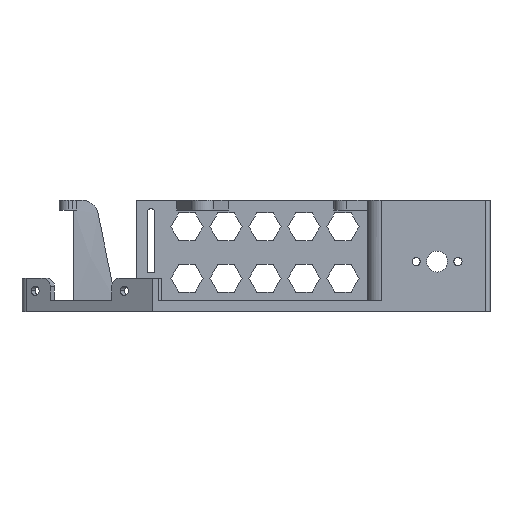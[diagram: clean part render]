
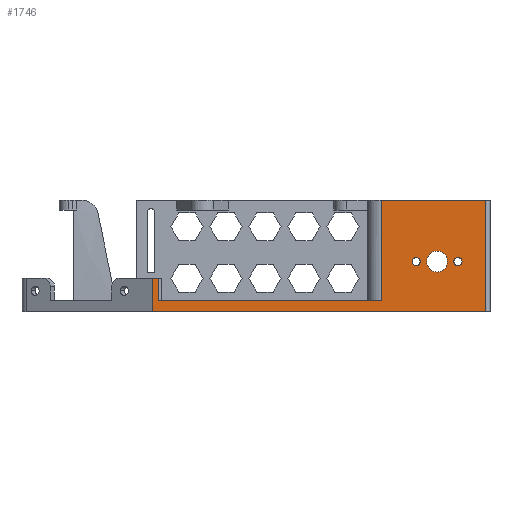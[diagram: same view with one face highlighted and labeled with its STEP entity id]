
A CAD part, left-side view. The second image highlights one B-rep face of the part: STEP entity #1746.
In plain terms, the highlighted planar face has unit normal (-1, 0, 0).
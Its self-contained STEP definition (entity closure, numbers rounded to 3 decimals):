
#128=CARTESIAN_POINT('Line Origine',(-57.,-36.,4.)) ;
#132=CARTESIAN_POINT('Vertex',(-57.,-1.033,4.)) ;
#134=CARTESIAN_POINT('Vertex',(-57.,-81.,4.)) ;
#1630=CARTESIAN_POINT('Axis2P3D Location',(-57.,-80.,0.)) ;
#1635=CARTESIAN_POINT('Line Origine',(-57.,-81.,22.)) ;
#1639=CARTESIAN_POINT('Vertex',(-57.,-81.,40.)) ;
#1642=CARTESIAN_POINT('Line Origine',(-57.,-1.033,8.)) ;
#1646=CARTESIAN_POINT('Vertex',(-57.,-1.033,12.)) ;
#1649=CARTESIAN_POINT('Line Origine',(-57.,0.101,12.)) ;
#1653=CARTESIAN_POINT('Vertex',(-57.,1.235,12.)) ;
#1656=CARTESIAN_POINT('Line Origine',(-57.,1.235,6.)) ;
#1660=CARTESIAN_POINT('Vertex',(-57.,1.235,0.)) ;
#1663=CARTESIAN_POINT('Line Origine',(-57.,-58.633,0.)) ;
#1667=CARTESIAN_POINT('Vertex',(-57.,-118.5,0.)) ;
#1670=CARTESIAN_POINT('Line Origine',(-57.,-118.5,20.)) ;
#1674=CARTESIAN_POINT('Vertex',(-57.,-118.5,40.)) ;
#1677=CARTESIAN_POINT('Line Origine',(-57.,-99.75,40.)) ;
#1692=CARTESIAN_POINT('Axis2P3D Location',(-57.,-101.,18.)) ;
#1696=CARTESIAN_POINT('Vertex',(-57.,-104.75,18.)) ;
#1698=CARTESIAN_POINT('Vertex',(-57.,-97.25,18.)) ;
#1701=CARTESIAN_POINT('Axis2P3D Location',(-57.,-101.,18.)) ;
#1710=CARTESIAN_POINT('Axis2P3D Location',(-57.,-93.5,18.)) ;
#1714=CARTESIAN_POINT('Vertex',(-57.,-92.05,18.)) ;
#1716=CARTESIAN_POINT('Vertex',(-57.,-94.95,18.)) ;
#1719=CARTESIAN_POINT('Axis2P3D Location',(-57.,-93.5,18.)) ;
#1728=CARTESIAN_POINT('Axis2P3D Location',(-57.,-108.5,18.)) ;
#1732=CARTESIAN_POINT('Vertex',(-57.,-107.05,18.)) ;
#1734=CARTESIAN_POINT('Vertex',(-57.,-109.95,18.)) ;
#1737=CARTESIAN_POINT('Axis2P3D Location',(-57.,-108.5,18.)) ;
#130=VECTOR('Line Direction',#129,1.) ;
#1637=VECTOR('Line Direction',#1636,1.) ;
#1644=VECTOR('Line Direction',#1643,1.) ;
#1651=VECTOR('Line Direction',#1650,1.) ;
#1658=VECTOR('Line Direction',#1657,1.) ;
#1665=VECTOR('Line Direction',#1664,1.) ;
#1672=VECTOR('Line Direction',#1671,1.) ;
#1679=VECTOR('Line Direction',#1678,1.) ;
#129=DIRECTION('Vector Direction',(0.,1.,0.)) ;
#1631=DIRECTION('Axis2P3D Direction',(1.,0.,0.)) ;
#1632=DIRECTION('Axis2P3D XDirection',(0.,1.,0.)) ;
#1636=DIRECTION('Vector Direction',(0.,0.,1.)) ;
#1643=DIRECTION('Vector Direction',(0.,0.,1.)) ;
#1650=DIRECTION('Vector Direction',(0.,-1.,0.)) ;
#1657=DIRECTION('Vector Direction',(0.,0.,1.)) ;
#1664=DIRECTION('Vector Direction',(0.,1.,0.)) ;
#1671=DIRECTION('Vector Direction',(0.,0.,-1.)) ;
#1678=DIRECTION('Vector Direction',(0.,1.,0.)) ;
#1693=DIRECTION('Axis2P3D Direction',(1.,0.,0.)) ;
#1702=DIRECTION('Axis2P3D Direction',(1.,0.,0.)) ;
#1711=DIRECTION('Axis2P3D Direction',(1.,0.,0.)) ;
#1720=DIRECTION('Axis2P3D Direction',(1.,0.,0.)) ;
#1729=DIRECTION('Axis2P3D Direction',(1.,0.,0.)) ;
#1738=DIRECTION('Axis2P3D Direction',(1.,0.,0.)) ;
#1633=AXIS2_PLACEMENT_3D('Plane Axis2P3D',#1630,#1631,#1632) ;
#1694=AXIS2_PLACEMENT_3D('Circle Axis2P3D',#1692,#1693,$) ;
#1703=AXIS2_PLACEMENT_3D('Circle Axis2P3D',#1701,#1702,$) ;
#1712=AXIS2_PLACEMENT_3D('Circle Axis2P3D',#1710,#1711,$) ;
#1721=AXIS2_PLACEMENT_3D('Circle Axis2P3D',#1719,#1720,$) ;
#1730=AXIS2_PLACEMENT_3D('Circle Axis2P3D',#1728,#1729,$) ;
#1739=AXIS2_PLACEMENT_3D('Circle Axis2P3D',#1737,#1738,$) ;
#131=LINE('Line',#128,#130) ;
#1638=LINE('Line',#1635,#1637) ;
#1645=LINE('Line',#1642,#1644) ;
#1652=LINE('Line',#1649,#1651) ;
#1659=LINE('Line',#1656,#1658) ;
#1666=LINE('Line',#1663,#1665) ;
#1673=LINE('Line',#1670,#1672) ;
#1680=LINE('Line',#1677,#1679) ;
#1695=CIRCLE('generated circle',#1694,3.75) ;
#1704=CIRCLE('generated circle',#1703,3.75) ;
#1713=CIRCLE('generated circle',#1712,1.45) ;
#1722=CIRCLE('generated circle',#1721,1.45) ;
#1731=CIRCLE('generated circle',#1730,1.45) ;
#1740=CIRCLE('generated circle',#1739,1.45) ;
#1634=PLANE('',#1633) ;
#1709=FACE_BOUND('',#1706,.T.) ;
#1727=FACE_BOUND('',#1724,.T.) ;
#1745=FACE_BOUND('',#1742,.T.) ;
#136=EDGE_CURVE('',#133,#135,#131,.F.) ;
#1641=EDGE_CURVE('',#135,#1640,#1638,.T.) ;
#1648=EDGE_CURVE('',#133,#1647,#1645,.T.) ;
#1655=EDGE_CURVE('',#1647,#1654,#1652,.F.) ;
#1662=EDGE_CURVE('',#1661,#1654,#1659,.T.) ;
#1669=EDGE_CURVE('',#1668,#1661,#1666,.T.) ;
#1676=EDGE_CURVE('',#1668,#1675,#1673,.F.) ;
#1681=EDGE_CURVE('',#1675,#1640,#1680,.T.) ;
#1700=EDGE_CURVE('',#1697,#1699,#1695,.T.) ;
#1705=EDGE_CURVE('',#1699,#1697,#1704,.T.) ;
#1718=EDGE_CURVE('',#1715,#1717,#1713,.T.) ;
#1723=EDGE_CURVE('',#1717,#1715,#1722,.T.) ;
#1736=EDGE_CURVE('',#1733,#1735,#1731,.T.) ;
#1741=EDGE_CURVE('',#1735,#1733,#1740,.T.) ;
#1683=ORIENTED_EDGE('',*,*,#1641,.F.) ;
#1684=ORIENTED_EDGE('',*,*,#136,.F.) ;
#1685=ORIENTED_EDGE('',*,*,#1648,.T.) ;
#1686=ORIENTED_EDGE('',*,*,#1655,.T.) ;
#1687=ORIENTED_EDGE('',*,*,#1662,.F.) ;
#1688=ORIENTED_EDGE('',*,*,#1669,.F.) ;
#1689=ORIENTED_EDGE('',*,*,#1676,.T.) ;
#1690=ORIENTED_EDGE('',*,*,#1681,.T.) ;
#1707=ORIENTED_EDGE('',*,*,#1700,.T.) ;
#1708=ORIENTED_EDGE('',*,*,#1705,.T.) ;
#1725=ORIENTED_EDGE('',*,*,#1718,.T.) ;
#1726=ORIENTED_EDGE('',*,*,#1723,.T.) ;
#1743=ORIENTED_EDGE('',*,*,#1736,.T.) ;
#1744=ORIENTED_EDGE('',*,*,#1741,.T.) ;
#1682=EDGE_LOOP('',(#1683,#1684,#1685,#1686,#1687,#1688,#1689,#1690)) ;
#1706=EDGE_LOOP('',(#1707,#1708)) ;
#1724=EDGE_LOOP('',(#1725,#1726)) ;
#1742=EDGE_LOOP('',(#1743,#1744)) ;
#133=VERTEX_POINT('',#132) ;
#135=VERTEX_POINT('',#134) ;
#1640=VERTEX_POINT('',#1639) ;
#1647=VERTEX_POINT('',#1646) ;
#1654=VERTEX_POINT('',#1653) ;
#1661=VERTEX_POINT('',#1660) ;
#1668=VERTEX_POINT('',#1667) ;
#1675=VERTEX_POINT('',#1674) ;
#1697=VERTEX_POINT('',#1696) ;
#1699=VERTEX_POINT('',#1698) ;
#1715=VERTEX_POINT('',#1714) ;
#1717=VERTEX_POINT('',#1716) ;
#1733=VERTEX_POINT('',#1732) ;
#1735=VERTEX_POINT('',#1734) ;
#1746=ADVANCED_FACE('PartBody',(#1691,#1709,#1727,#1745),#1634,.F.) ;
#1691=FACE_OUTER_BOUND('',#1682,.T.) ;
